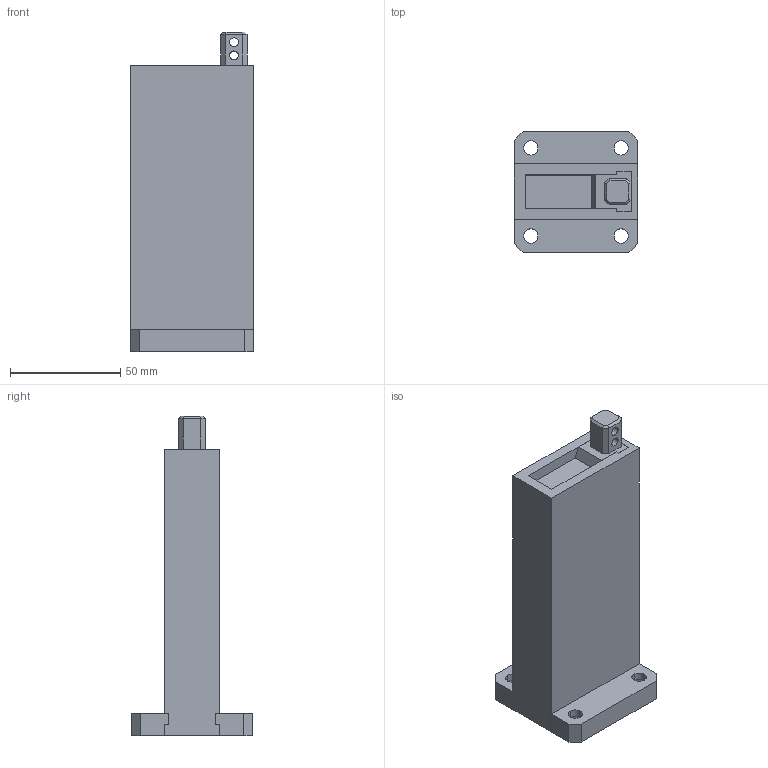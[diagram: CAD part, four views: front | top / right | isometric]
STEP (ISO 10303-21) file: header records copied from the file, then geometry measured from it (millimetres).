
FILE_DESCRIPTION (( 'STEP AP214' ), '1' );
FILE_NAME ('ŠJŽ¦—p_SS01.STEP', '2017-06-23T09:46:33', ( '' ), ( '' ), 'SwSTEP 2.0', 'SolidWorks 2016', '' );
FILE_SCHEMA (( 'AUTOMOTIVE_DESIGN' ));
Length unit declared in the file: millimetre
Products named in the file (5): 開示用_SS01; 開示用_SS01_03_Holdcore; 開示用_SS01_01_Holder; 開示用_SS01_02_Slidecore; 開示用_SS01_04_Keyblock
Assembly tree (4 placements, depth 2):
  開示用_SS01
    開示用_SS01_01_Holder
    開示用_SS01_02_Slidecore
    開示用_SS01_03_Holdcore
    開示用_SS01_04_Keyblock
Bounding box: 56 x 55 x 145 mm (x, y, z)
Volume: 193072.1 mm3; surface area: 43575.3 mm2
Topology: 5 solids, 5 shells, 118 faces, 291 edges, 189 vertices
Faces by surface type: plane 90, cylinder 24, cone 4
Entity records: 4933 total; most frequent: CARTESIAN_POINT 603, DIRECTION 591, ORIENTED_EDGE 578, EDGE_CURVE 289, LINE 237, VECTOR 237, VERTEX_POINT 189, AXIS2_PLACEMENT_3D 177
